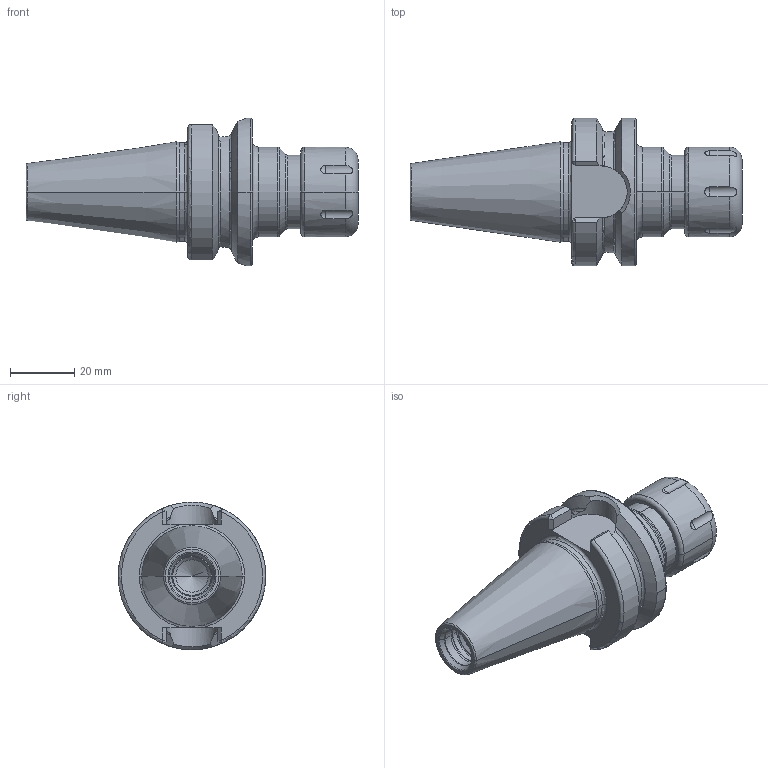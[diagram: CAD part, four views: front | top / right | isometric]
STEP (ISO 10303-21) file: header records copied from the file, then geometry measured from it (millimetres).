
FILE_DESCRIPTION((''),'2;1');
FILE_NAME('30-525-16-3_ASM','2013-05-29T',('mei'),(''),'PRO/ENGINEER BY PARAMETRIC TECHNOLOGY CORPORATION, 2010430','PRO/ENGINEER BY PARAMETRIC TECHNOLOGY CORPORATION, 2010430','');
FILE_SCHEMA(('CONFIG_CONTROL_DESIGN'));
Length unit declared in the file: millimetre
Products named in the file (3): 30-525-16-3; 83-914-16; 30-525-16-3_ASM
Assembly tree (2 placements, depth 2):
  30-525-16-3_ASM
    30-525-16-3
    83-914-16
Bounding box: 103.4 x 45.98 x 45.98 mm (x, y, z)
Volume: 63688.2 mm3; surface area: 18282 mm2
Topology: 2 solids, 3 shells, 167 faces, 404 edges, 241 vertices
Faces by surface type: cylinder 50, cone 37, plane 34, torus 34, bspline 6, sphere 6
Entity records: 5482 total; most frequent: CARTESIAN_POINT 1496, DIRECTION 879, ORIENTED_EDGE 792, EDGE_CURVE 398, AXIS2_PLACEMENT_3D 371, VERTEX_POINT 241, CIRCLE 203, EDGE_LOOP 175
